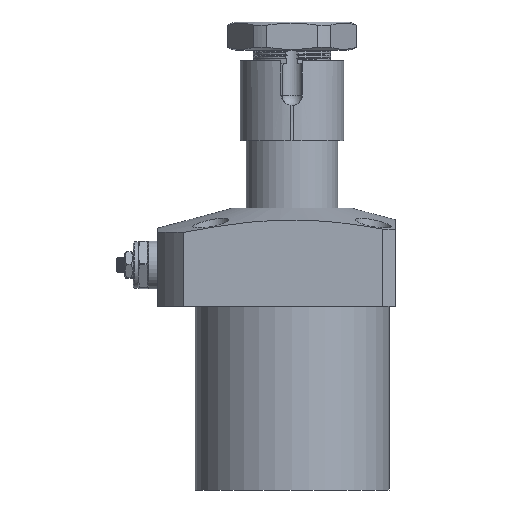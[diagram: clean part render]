
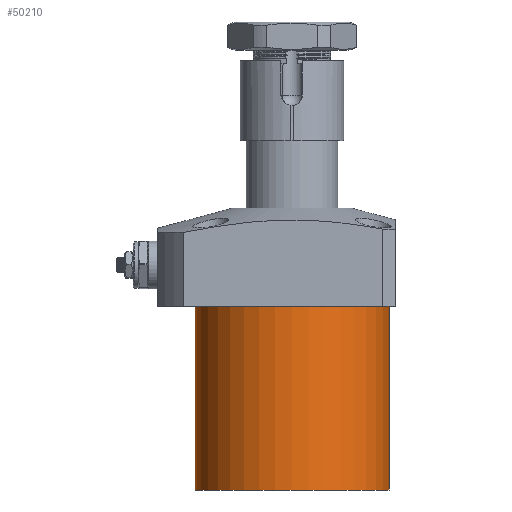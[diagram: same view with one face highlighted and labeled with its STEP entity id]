
A CAD part, front view. The second image highlights one B-rep face of the part: STEP entity #50210.
In plain terms, the highlighted cylindrical face has radius 37.5 mm (diameter 75 mm), a partial arc.
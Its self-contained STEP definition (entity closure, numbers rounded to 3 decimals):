
#4 = LINE ( 'NONE', #2478, #10659 ) ;
#1665 = FACE_OUTER_BOUND ( 'NONE', #55681, .T. ) ;
#2478 = CARTESIAN_POINT ( 'NONE',  ( 37.5, 0., -71. ) ) ;
#3827 = EDGE_CURVE ( 'NONE', #44217, #17468, #58675, .T. ) ;
#5767 = EDGE_CURVE ( 'NONE', #55401, #10297, #55059, .T. ) ;
#7695 = DIRECTION ( 'NONE',  ( 0., 0., 1. ) ) ;
#8050 = CYLINDRICAL_SURFACE ( 'NONE', #46005, 37.5 ) ;
#8761 = ORIENTED_EDGE ( 'NONE', *, *, #3827, .T. ) ;
#10297 = VERTEX_POINT ( 'NONE', #38386 ) ;
#10484 = EDGE_CURVE ( 'NONE', #55401, #44217, #4, .T. ) ;
#10659 = VECTOR ( 'NONE', #34195, 1000. ) ;
#12180 = AXIS2_PLACEMENT_3D ( 'NONE', #19372, #32829, #24301 ) ;
#17468 = VERTEX_POINT ( 'NONE', #24668 ) ;
#19372 = CARTESIAN_POINT ( 'NONE',  ( 0., 0., 0. ) ) ;
#21045 = DIRECTION ( 'NONE',  ( -1., 0., 0. ) ) ;
#24301 = DIRECTION ( 'NONE',  ( 1., 0., 0. ) ) ;
#24668 = CARTESIAN_POINT ( 'NONE',  ( -37.5, 0., 0. ) ) ;
#25731 = CARTESIAN_POINT ( 'NONE',  ( -37.5, 0., -71. ) ) ;
#25905 = CARTESIAN_POINT ( 'NONE',  ( 37.5, 0., 0. ) ) ;
#30852 = ORIENTED_EDGE ( 'NONE', *, *, #10484, .T. ) ;
#32785 = CARTESIAN_POINT ( 'NONE',  ( 37.5, 0., -71. ) ) ;
#32829 = DIRECTION ( 'NONE',  ( 0., 0., -1. ) ) ;
#32900 = DIRECTION ( 'NONE',  ( 0., 0., 1. ) ) ;
#34195 = DIRECTION ( 'NONE',  ( 0., 0., 1. ) ) ;
#35287 = CARTESIAN_POINT ( 'NONE',  ( 0., 0., -71. ) ) ;
#37480 = CARTESIAN_POINT ( 'NONE',  ( 0., 0., -71. ) ) ;
#38386 = CARTESIAN_POINT ( 'NONE',  ( -37.5, 0., -71. ) ) ;
#40224 = ORIENTED_EDGE ( 'NONE', *, *, #5767, .F. ) ;
#42033 = EDGE_CURVE ( 'NONE', #10297, #17468, #49580, .T. ) ;
#42887 = AXIS2_PLACEMENT_3D ( 'NONE', #35287, #57797, #21045 ) ;
#43875 = ORIENTED_EDGE ( 'NONE', *, *, #42033, .F. ) ;
#44217 = VERTEX_POINT ( 'NONE', #25905 ) ;
#46005 = AXIS2_PLACEMENT_3D ( 'NONE', #37480, #32900, #51231 ) ;
#49580 = LINE ( 'NONE', #25731, #50973 ) ;
#50210 = ADVANCED_FACE ( 'NONE', ( #1665 ), #8050, .T. ) ;
#50973 = VECTOR ( 'NONE', #7695, 1000. ) ;
#51231 = DIRECTION ( 'NONE',  ( 1., 0., 0. ) ) ;
#55059 = CIRCLE ( 'NONE', #42887, 37.5 ) ;
#55401 = VERTEX_POINT ( 'NONE', #32785 ) ;
#55681 = EDGE_LOOP ( 'NONE', ( #43875, #40224, #30852, #8761 ) ) ;
#57797 = DIRECTION ( 'NONE',  ( 0., 0., -1. ) ) ;
#58675 = CIRCLE ( 'NONE', #12180, 37.5 ) ;
